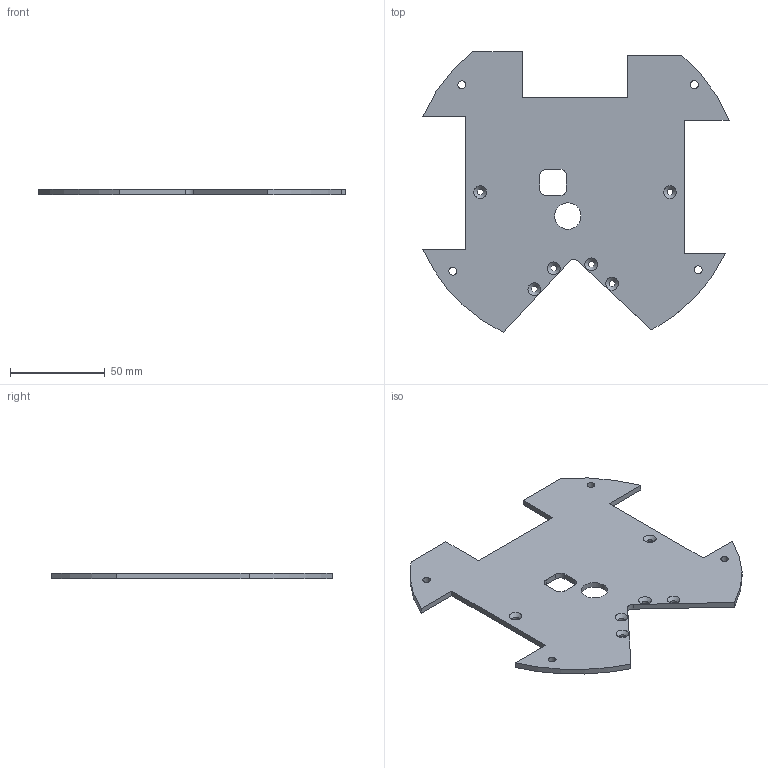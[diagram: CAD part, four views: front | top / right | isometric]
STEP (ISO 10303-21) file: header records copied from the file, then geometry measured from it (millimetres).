
FILE_DESCRIPTION(/* description */ ('STEP AP242','CAx-IF Rec.Pracs.---Representation and Presentation of Product Manufacturing Information (PMI)---4.0---2014-10-13','CAx-IF Rec.Pracs.---3D Tessellated Geometry---0.4---2014-09-14','2;1'),/* implementation_level */ '2;1');
FILE_NAME(/* name */ '67614100e7439b632fad7df3',/* time_stamp */ '2024-12-17T09:14:41Z',/* author */ (''),/* organization */ (''),/* preprocessor_version */ 'ST-DEVELOPER v20',/* originating_system */ 'ONSHAPE BY PTC INC, 1.191',/* authorisation */ ' ');
FILE_SCHEMA (('AP242_MANAGED_MODEL_BASED_3D_ENGINEERING_MIM_LF { 1 0 10303 442 1 1 4 }'));
Length unit declared in the file: metre
Products named in the file (1): Middle_plate
Bounding box: 161.34 x 147.86 x 3 mm (x, y, z)
Volume: 44766.3 mm3; surface area: 32618.5 mm2
Topology: 1 solids, 1 shells, 45 faces, 133 edges, 90 vertices
Faces by surface type: cylinder 20, plane 19, cone 6
Full cylindrical faces by diameter (mm): 3.2 x6, 4.2 x4, 13.9 x1
Entity records: 1420 total; most frequent: DIRECTION 244, CARTESIAN_POINT 232, ORIENTED_EDGE 212, EDGE_CURVE 106, AXIS2_PLACEMENT_3D 92, EDGE_LOOP 86, FACE_BOUND 86, VERTEX_POINT 80
